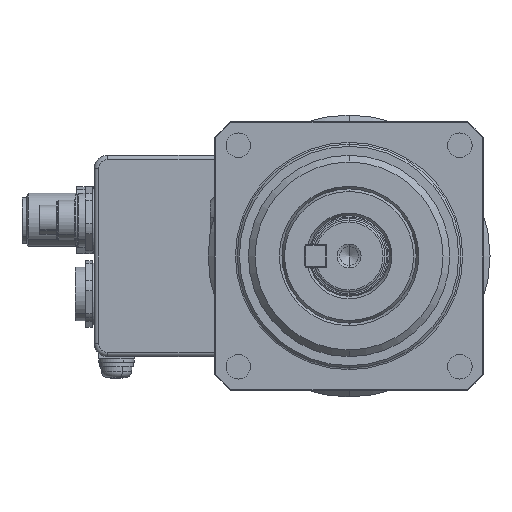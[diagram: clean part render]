
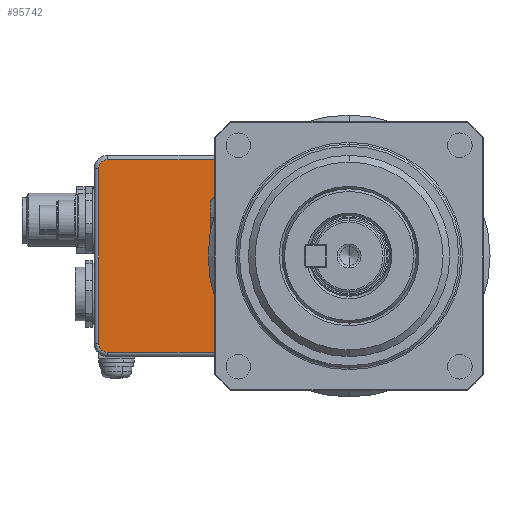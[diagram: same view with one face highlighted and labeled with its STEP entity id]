
A CAD part, left-side view. The second image highlights one B-rep face of the part: STEP entity #95742.
In plain terms, the highlighted planar face has unit normal (-1, 0, 0).
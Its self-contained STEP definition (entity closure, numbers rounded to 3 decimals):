
#1940 = CARTESIAN_POINT ( 'NONE',  ( -47., 57.5, -7. ) ) ;
#9254 = AXIS2_PLACEMENT_3D ( 'NONE', #94237, #63177, #21260 ) ;
#10815 = EDGE_CURVE ( 'NONE', #96239, #11552, #52735, .T. ) ;
#10862 = DIRECTION ( 'NONE',  ( 0., 0., -1. ) ) ;
#11552 = VERTEX_POINT ( 'NONE', #64393 ) ;
#12569 = EDGE_CURVE ( 'NONE', #44500, #93765, #14949, .T. ) ;
#12908 = CIRCLE ( 'NONE', #65095, 2. ) ;
#14949 = LINE ( 'NONE', #73324, #57287 ) ;
#16188 = CARTESIAN_POINT ( 'NONE',  ( -47., 82.5, -7. ) ) ;
#21260 = DIRECTION ( 'NONE',  ( 0., 0., -1. ) ) ;
#24918 = EDGE_CURVE ( 'NONE', #38694, #11552, #102096, .T. ) ;
#28837 = DIRECTION ( 'NONE',  ( 0., 0., -1. ) ) ;
#30229 = ORIENTED_EDGE ( 'NONE', *, *, #24918, .F. ) ;
#32197 = ORIENTED_EDGE ( 'NONE', *, *, #10815, .T. ) ;
#38442 = DIRECTION ( 'NONE',  ( 0., -1., 0. ) ) ;
#38694 = VERTEX_POINT ( 'NONE', #1940 ) ;
#39920 = DIRECTION ( 'NONE',  ( 0., 0., -1. ) ) ;
#41141 = CARTESIAN_POINT ( 'NONE',  ( -47., 82.5, -7. ) ) ;
#41207 = ORIENTED_EDGE ( 'NONE', *, *, #12569, .T. ) ;
#43320 = ORIENTED_EDGE ( 'NONE', *, *, #86445, .T. ) ;
#44500 = VERTEX_POINT ( 'NONE', #113606 ) ;
#50271 = DIRECTION ( 'NONE',  ( -1., 0., 0. ) ) ;
#52735 = LINE ( 'NONE', #111366, #57662 ) ;
#53075 = CARTESIAN_POINT ( 'NONE',  ( -47., 82.5, -50. ) ) ;
#53127 = VECTOR ( 'NONE', #131714, 1000. ) ;
#57287 = VECTOR ( 'NONE', #10862, 1000. ) ;
#57633 = EDGE_CURVE ( 'NONE', #130867, #44500, #66367, .T. ) ;
#57662 = VECTOR ( 'NONE', #38442, 1000. ) ;
#58864 = ORIENTED_EDGE ( 'NONE', *, *, #57633, .T. ) ;
#63177 = DIRECTION ( 'NONE',  ( 1., 0., 0. ) ) ;
#64393 = CARTESIAN_POINT ( 'NONE',  ( -47., 57.5, -50. ) ) ;
#65095 = AXIS2_PLACEMENT_3D ( 'NONE', #133475, #133022, #39920 ) ;
#66367 = CIRCLE ( 'NONE', #108523, 2. ) ;
#66534 = FACE_OUTER_BOUND ( 'NONE', #132362, .T. ) ;
#71659 = CARTESIAN_POINT ( 'NONE',  ( -47., 84.5, -48. ) ) ;
#72835 = PLANE ( 'NONE',  #9254 ) ;
#73324 = CARTESIAN_POINT ( 'NONE',  ( -47., 84.5, 0. ) ) ;
#76424 = VECTOR ( 'NONE', #88689, 1000. ) ;
#78245 = EDGE_CURVE ( 'NONE', #93765, #96239, #12908, .T. ) ;
#79134 = CARTESIAN_POINT ( 'NONE',  ( -47., 57.5, 0. ) ) ;
#86445 = EDGE_CURVE ( 'NONE', #38694, #130867, #125482, .T. ) ;
#88689 = DIRECTION ( 'NONE',  ( 0., 1., 0. ) ) ;
#91185 = ORIENTED_EDGE ( 'NONE', *, *, #78245, .T. ) ;
#93765 = VERTEX_POINT ( 'NONE', #71659 ) ;
#94237 = CARTESIAN_POINT ( 'NONE',  ( -47., 0., 0. ) ) ;
#95742 = ADVANCED_FACE ( 'NONE', ( #66534 ), #72835, .F. ) ;
#96239 = VERTEX_POINT ( 'NONE', #53075 ) ;
#102096 = LINE ( 'NONE', #79134, #53127 ) ;
#108523 = AXIS2_PLACEMENT_3D ( 'NONE', #112754, #50271, #28837 ) ;
#111366 = CARTESIAN_POINT ( 'NONE',  ( -47., 0., -50. ) ) ;
#112754 = CARTESIAN_POINT ( 'NONE',  ( -47., 82.5, -9. ) ) ;
#113606 = CARTESIAN_POINT ( 'NONE',  ( -47., 84.5, -9. ) ) ;
#125482 = LINE ( 'NONE', #16188, #76424 ) ;
#130867 = VERTEX_POINT ( 'NONE', #41141 ) ;
#131714 = DIRECTION ( 'NONE',  ( 0., 0., -1. ) ) ;
#132362 = EDGE_LOOP ( 'NONE', ( #91185, #32197, #30229, #43320, #58864, #41207 ) ) ;
#133022 = DIRECTION ( 'NONE',  ( -1., 0., 0. ) ) ;
#133475 = CARTESIAN_POINT ( 'NONE',  ( -47., 82.5, -48. ) ) ;
